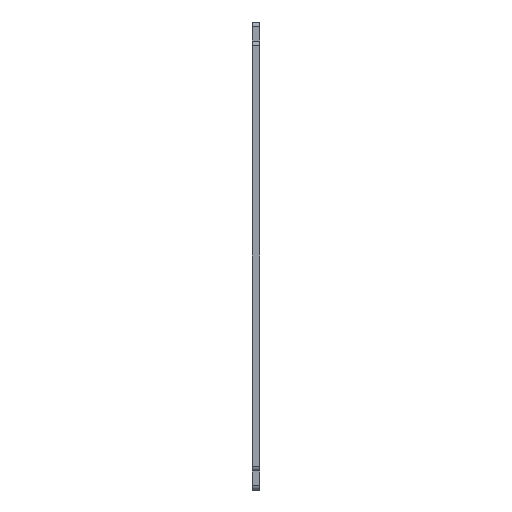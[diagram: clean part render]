
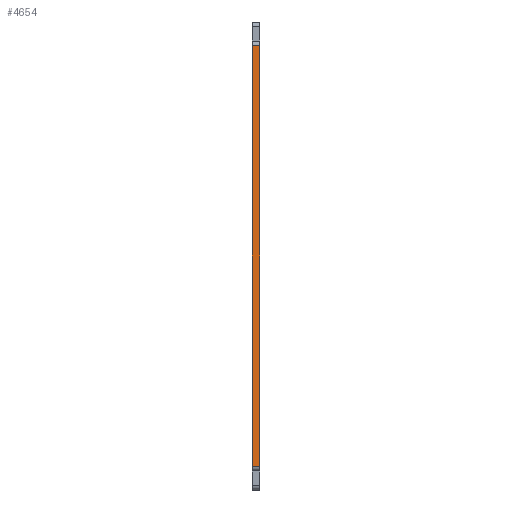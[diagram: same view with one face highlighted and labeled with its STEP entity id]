
A CAD part, left-side view. The second image highlights one B-rep face of the part: STEP entity #4654.
In plain terms, the highlighted planar face has unit normal (-1, 0, 0).
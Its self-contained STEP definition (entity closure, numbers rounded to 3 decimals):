
#174=PLANE('',#5115);
#400=FACE_OUTER_BOUND('',#675,.T.);
#675=EDGE_LOOP('',(#4286,#4287,#4288,#4289));
#712=LINE('',#6584,#1175);
#814=LINE('',#6976,#1277);
#1140=LINE('',#7831,#1603);
#1141=LINE('',#7833,#1604);
#1175=VECTOR('',#5200,10.);
#1277=VECTOR('',#5498,10.);
#1603=VECTOR('',#6456,10.);
#1604=VECTOR('',#6459,10.);
#1876=VERTEX_POINT('',#6581);
#1877=VERTEX_POINT('',#6583);
#2068=VERTEX_POINT('',#6973);
#2069=VERTEX_POINT('',#6975);
#2331=EDGE_CURVE('',#1877,#1876,#712,.T.);
#2527=EDGE_CURVE('',#2068,#2069,#814,.T.);
#2956=EDGE_CURVE('',#1876,#2069,#1140,.T.);
#2957=EDGE_CURVE('',#1877,#2068,#1141,.T.);
#4286=ORIENTED_EDGE('',*,*,#2331,.T.);
#4287=ORIENTED_EDGE('',*,*,#2956,.T.);
#4288=ORIENTED_EDGE('',*,*,#2527,.F.);
#4289=ORIENTED_EDGE('',*,*,#2957,.F.);
#4654=ADVANCED_FACE('',(#400),#174,.T.);
#5115=AXIS2_PLACEMENT_3D('',#7832,#6457,#6458);
#5200=DIRECTION('',(0.,0.,1.));
#5498=DIRECTION('',(0.,0.,1.));
#6456=DIRECTION('',(0.,1.,0.));
#6457=DIRECTION('center_axis',(-1.,0.,0.));
#6458=DIRECTION('ref_axis',(0.,0.,1.));
#6459=DIRECTION('',(0.,1.,0.));
#6581=CARTESIAN_POINT('',(0.,0.,89.488));
#6583=CARTESIAN_POINT('',(0.,0.,1.));
#6584=CARTESIAN_POINT('',(0.,0.,1.));
#6973=CARTESIAN_POINT('',(0.,1.59,1.));
#6975=CARTESIAN_POINT('',(0.,1.59,89.488));
#6976=CARTESIAN_POINT('',(0.,1.59,1.));
#7831=CARTESIAN_POINT('',(0.,0.,89.488));
#7832=CARTESIAN_POINT('Origin',(0.,0.,1.));
#7833=CARTESIAN_POINT('',(0.,0.,1.));
